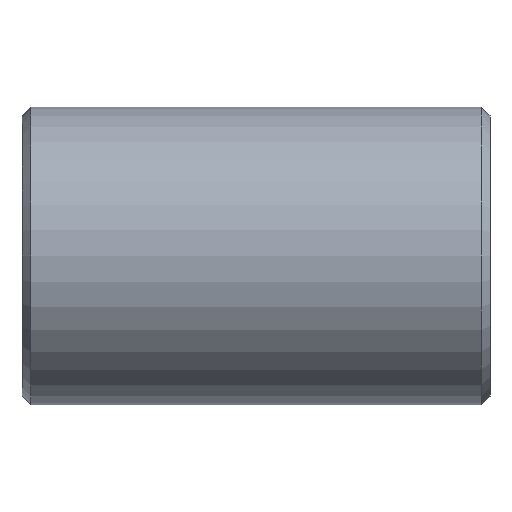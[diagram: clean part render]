
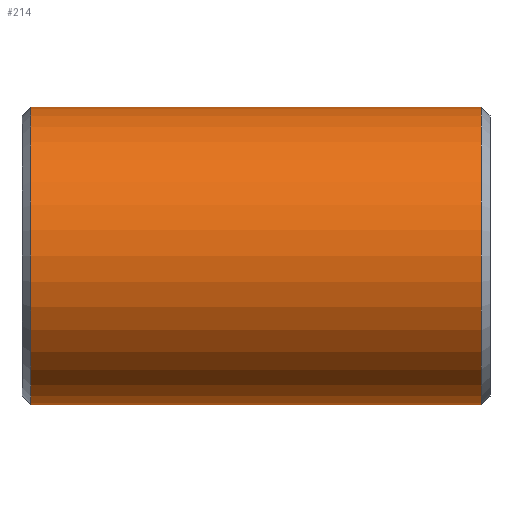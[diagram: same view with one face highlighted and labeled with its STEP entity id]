
A CAD part, front view. The second image highlights one B-rep face of the part: STEP entity #214.
In plain terms, the highlighted cylindrical face has radius 177.8 mm (diameter 355.6 mm), a partial arc.
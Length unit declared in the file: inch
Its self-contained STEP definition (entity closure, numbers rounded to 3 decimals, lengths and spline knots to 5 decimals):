
#14 = DIRECTION ( 'NONE',  ( -1., 0., 0. ) ) ;
#27 = CARTESIAN_POINT ( 'NONE',  ( 11., 0., 7. ) ) ;
#30 = DIRECTION ( 'NONE',  ( -1., 0., 0. ) ) ;
#71 = CIRCLE ( 'NONE', #537, 7. ) ;
#110 = EDGE_CURVE ( 'NONE', #398, #507, #480, .T. ) ;
#163 = DIRECTION ( 'NONE',  ( 1., 0., 0. ) ) ;
#187 = DIRECTION ( 'NONE',  ( 0., 0., -1. ) ) ;
#214 = ADVANCED_FACE ( 'NONE', ( #674 ), #514, .T. ) ;
#224 = CARTESIAN_POINT ( 'NONE',  ( 11., 0., 0. ) ) ;
#307 = ORIENTED_EDGE ( 'NONE', *, *, #349, .T. ) ;
#310 = DIRECTION ( 'NONE',  ( 0., 0., 1. ) ) ;
#315 = DIRECTION ( 'NONE',  ( -1., 0., 0. ) ) ;
#349 = EDGE_CURVE ( 'NONE', #507, #577, #71, .T. ) ;
#378 = CIRCLE ( 'NONE', #919, 7. ) ;
#382 = VECTOR ( 'NONE', #815, 39.37008 ) ;
#398 = VERTEX_POINT ( 'NONE', #849 ) ;
#402 = VERTEX_POINT ( 'NONE', #698 ) ;
#429 = EDGE_CURVE ( 'NONE', #402, #398, #378, .T. ) ;
#480 = LINE ( 'NONE', #27, #871 ) ;
#507 = VERTEX_POINT ( 'NONE', #688 ) ;
#514 = CYLINDRICAL_SURFACE ( 'NONE', #644, 7. ) ;
#522 = EDGE_LOOP ( 'NONE', ( #583, #695, #598, #307 ) ) ;
#537 = AXIS2_PLACEMENT_3D ( 'NONE', #825, #163, #845 ) ;
#545 = CARTESIAN_POINT ( 'NONE',  ( -10.58333, 0., -7. ) ) ;
#560 = LINE ( 'NONE', #637, #382 ) ;
#577 = VERTEX_POINT ( 'NONE', #545 ) ;
#583 = ORIENTED_EDGE ( 'NONE', *, *, #618, .F. ) ;
#598 = ORIENTED_EDGE ( 'NONE', *, *, #110, .T. ) ;
#613 = CARTESIAN_POINT ( 'NONE',  ( 10.58333, 0., 0. ) ) ;
#618 = EDGE_CURVE ( 'NONE', #402, #577, #560, .T. ) ;
#637 = CARTESIAN_POINT ( 'NONE',  ( 11., 0., -7. ) ) ;
#644 = AXIS2_PLACEMENT_3D ( 'NONE', #224, #14, #310 ) ;
#674 = FACE_OUTER_BOUND ( 'NONE', #522, .T. ) ;
#688 = CARTESIAN_POINT ( 'NONE',  ( -10.58333, 0., 7. ) ) ;
#695 = ORIENTED_EDGE ( 'NONE', *, *, #429, .T. ) ;
#698 = CARTESIAN_POINT ( 'NONE',  ( 10.58333, 0., -7. ) ) ;
#815 = DIRECTION ( 'NONE',  ( -1., 0., 0. ) ) ;
#825 = CARTESIAN_POINT ( 'NONE',  ( -10.58333, 0., 0. ) ) ;
#845 = DIRECTION ( 'NONE',  ( 0., 0., 1. ) ) ;
#849 = CARTESIAN_POINT ( 'NONE',  ( 10.58333, 0., 7. ) ) ;
#871 = VECTOR ( 'NONE', #315, 39.37008 ) ;
#919 = AXIS2_PLACEMENT_3D ( 'NONE', #613, #30, #187 ) ;
